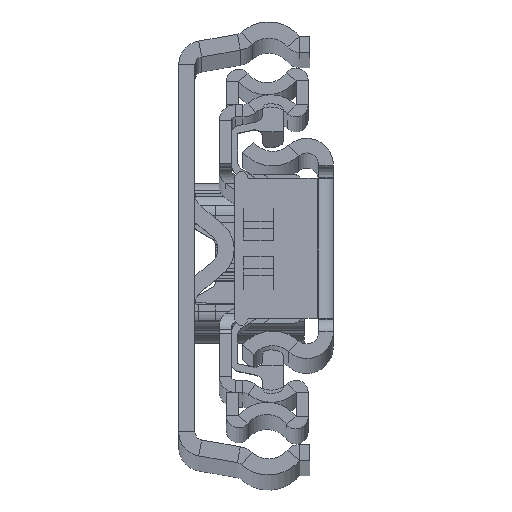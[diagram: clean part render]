
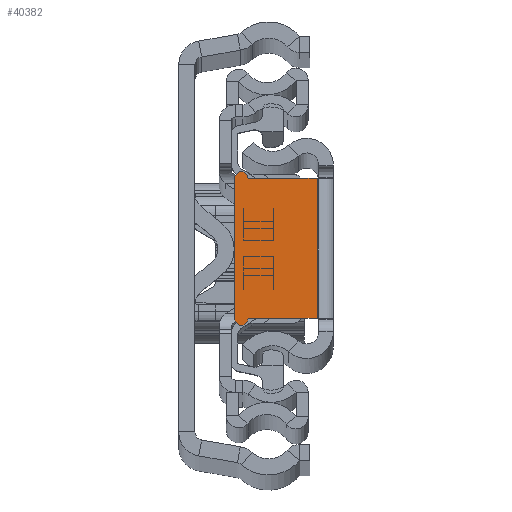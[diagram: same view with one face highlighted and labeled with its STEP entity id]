
A CAD part, top view. The second image highlights one B-rep face of the part: STEP entity #40382.
In plain terms, the highlighted planar face has unit normal (0, 0, 1).
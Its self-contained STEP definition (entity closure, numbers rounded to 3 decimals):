
#140 = CARTESIAN_POINT ( 'NONE',  ( -12.2, 8.65, 0. ) ) ;
#148 = CIRCLE ( 'NONE', #49937, 0.85 ) ;
#190 = LINE ( 'NONE', #50156, #18629 ) ;
#212 = DIRECTION ( 'NONE',  ( 1., 0., 0. ) ) ;
#4059 = CARTESIAN_POINT ( 'NONE',  ( -12.2, -8.65, 0. ) ) ;
#4275 = CARTESIAN_POINT ( 'NONE',  ( -2., -8.65, 0. ) ) ;
#5193 = CARTESIAN_POINT ( 'NONE',  ( -12.2, -8.65, 0. ) ) ;
#5445 = VERTEX_POINT ( 'NONE', #30547 ) ;
#7035 = CARTESIAN_POINT ( 'NONE',  ( -12.2, 8.65, 0. ) ) ;
#9220 = DIRECTION ( 'NONE',  ( 1., 0., 0. ) ) ;
#10121 = ORIENTED_EDGE ( 'NONE', *, *, #35520, .T. ) ;
#10633 = EDGE_CURVE ( 'NONE', #47129, #36586, #190, .T. ) ;
#10688 = VERTEX_POINT ( 'NONE', #37253 ) ;
#11010 = VERTEX_POINT ( 'NONE', #5193 ) ;
#11197 = DIRECTION ( 'NONE',  ( 0., 0., 1. ) ) ;
#11752 = CARTESIAN_POINT ( 'NONE',  ( -1.8, 8.65, 0. ) ) ;
#12581 = EDGE_CURVE ( 'NONE', #47129, #5445, #44910, .T. ) ;
#13029 = CIRCLE ( 'NONE', #18159, 0.85 ) ;
#14056 = DIRECTION ( 'NONE',  ( 0., 0., 1. ) ) ;
#14323 = ORIENTED_EDGE ( 'NONE', *, *, #33996, .F. ) ;
#15882 = DIRECTION ( 'NONE',  ( -1., 0., 0. ) ) ;
#18159 = AXIS2_PLACEMENT_3D ( 'NONE', #50883, #14056, #9220 ) ;
#18629 = VECTOR ( 'NONE', #29722, 1000. ) ;
#19280 = FACE_OUTER_BOUND ( 'NONE', #30456, .T. ) ;
#19983 = CARTESIAN_POINT ( 'NONE',  ( -2., 8.65, 0. ) ) ;
#21360 = VECTOR ( 'NONE', #15882, 1000. ) ;
#21870 = AXIS2_PLACEMENT_3D ( 'NONE', #31902, #11197, #52068 ) ;
#23022 = EDGE_CURVE ( 'NONE', #10688, #38030, #13029, .T. ) ;
#24203 = CARTESIAN_POINT ( 'NONE',  ( -11.35, -8.65, 0. ) ) ;
#26545 = EDGE_CURVE ( 'NONE', #11010, #38030, #49837, .T. ) ;
#26819 = PLANE ( 'NONE',  #21870 ) ;
#28119 = ORIENTED_EDGE ( 'NONE', *, *, #12581, .F. ) ;
#29722 = DIRECTION ( 'NONE',  ( 0., 1., 0. ) ) ;
#30456 = EDGE_LOOP ( 'NONE', ( #37144, #10121, #28119, #33616, #14323, #36175 ) ) ;
#30547 = CARTESIAN_POINT ( 'NONE',  ( -10.5, -8.65, 0. ) ) ;
#31902 = CARTESIAN_POINT ( 'NONE',  ( 0., 0., 0. ) ) ;
#33616 = ORIENTED_EDGE ( 'NONE', *, *, #10633, .T. ) ;
#33996 = EDGE_CURVE ( 'NONE', #10688, #36586, #40227, .T. ) ;
#35520 = EDGE_CURVE ( 'NONE', #11010, #5445, #148, .T. ) ;
#36175 = ORIENTED_EDGE ( 'NONE', *, *, #23022, .T. ) ;
#36586 = VERTEX_POINT ( 'NONE', #19983 ) ;
#37144 = ORIENTED_EDGE ( 'NONE', *, *, #26545, .F. ) ;
#37253 = CARTESIAN_POINT ( 'NONE',  ( -10.5, 8.65, 0. ) ) ;
#37277 = VECTOR ( 'NONE', #45546, 1000. ) ;
#38030 = VERTEX_POINT ( 'NONE', #7035 ) ;
#38724 = VECTOR ( 'NONE', #212, 1000. ) ;
#40227 = LINE ( 'NONE', #11752, #38724 ) ;
#40382 = ADVANCED_FACE ( 'NONE', ( #19280 ), #26819, .T. ) ;
#40580 = DIRECTION ( 'NONE',  ( -1., 0., 0. ) ) ;
#44910 = LINE ( 'NONE', #4059, #21360 ) ;
#45546 = DIRECTION ( 'NONE',  ( 0., 1., 0. ) ) ;
#47129 = VERTEX_POINT ( 'NONE', #4275 ) ;
#48931 = DIRECTION ( 'NONE',  ( 0., 0., 1. ) ) ;
#49837 = LINE ( 'NONE', #140, #37277 ) ;
#49937 = AXIS2_PLACEMENT_3D ( 'NONE', #24203, #48931, #40580 ) ;
#50156 = CARTESIAN_POINT ( 'NONE',  ( -2., 0., 0. ) ) ;
#50883 = CARTESIAN_POINT ( 'NONE',  ( -11.35, 8.65, 0. ) ) ;
#52068 = DIRECTION ( 'NONE',  ( 1., 0., 0. ) ) ;
